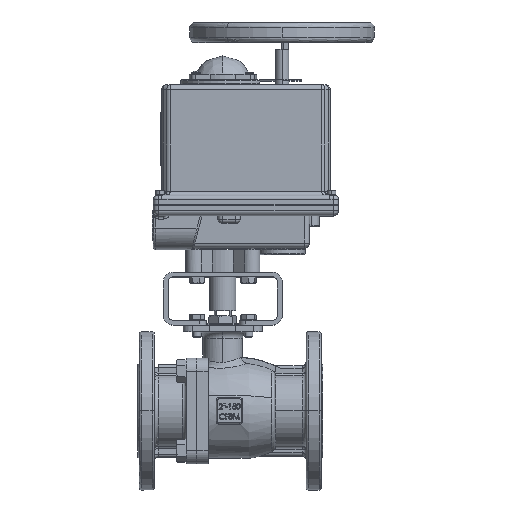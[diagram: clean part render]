
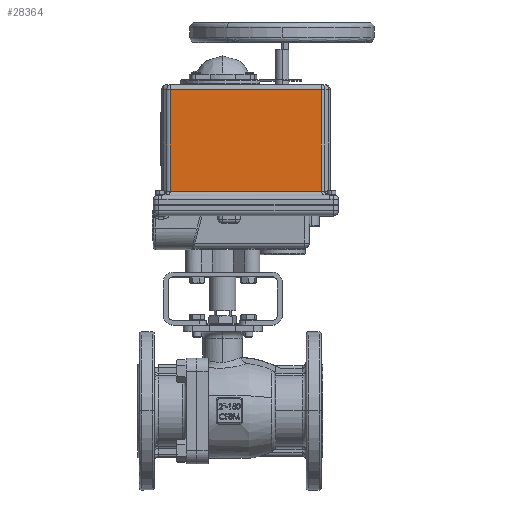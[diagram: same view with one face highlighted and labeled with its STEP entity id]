
A CAD part, top view. The second image highlights one B-rep face of the part: STEP entity #28364.
In plain terms, the highlighted planar face has unit normal (0, 0, 1).
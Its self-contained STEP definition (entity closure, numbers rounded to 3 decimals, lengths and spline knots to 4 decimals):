
#236 = VERTEX_POINT ( 'NONE', #41026 ) ;
#649 = LINE ( 'NONE', #41903, #20542 ) ;
#1640 = FACE_OUTER_BOUND ( 'NONE', #1930, .T. ) ;
#1742 = VECTOR ( 'NONE', #24512, 39.3701 ) ;
#1930 = EDGE_LOOP ( 'NONE', ( #35770, #23225, #39688, #31614 ) ) ;
#3414 = EDGE_CURVE ( 'NONE', #7120, #236, #28930, .T. ) ;
#4784 = CARTESIAN_POINT ( 'NONE',  ( -4.315, 12.152, 4.315 ) ) ;
#7120 = VERTEX_POINT ( 'NONE', #32228 ) ;
#7184 = AXIS2_PLACEMENT_3D ( 'NONE', #13963, #42039, #18144 ) ;
#7793 = CARTESIAN_POINT ( 'NONE',  ( -3.9873, 8.3095, 4.315 ) ) ;
#13546 = LINE ( 'NONE', #40554, #1742 ) ;
#13963 = CARTESIAN_POINT ( 'NONE',  ( -4.315, 12.3395, 4.315 ) ) ;
#14134 = PLANE ( 'NONE',  #7184 ) ;
#18144 = DIRECTION ( 'NONE',  ( -1., 0., 0. ) ) ;
#18358 = VECTOR ( 'NONE', #38840, 39.3701 ) ;
#20542 = VECTOR ( 'NONE', #45903, 39.3701 ) ;
#22799 = CARTESIAN_POINT ( 'NONE',  ( 1.7373, 12.3395, 4.315 ) ) ;
#23225 = ORIENTED_EDGE ( 'NONE', *, *, #49737, .T. ) ;
#24512 = DIRECTION ( 'NONE',  ( 0., 1., 0. ) ) ;
#24625 = CARTESIAN_POINT ( 'NONE',  ( -3.9873, 12.152, 4.315 ) ) ;
#24892 = VERTEX_POINT ( 'NONE', #24625 ) ;
#24920 = EDGE_CURVE ( 'NONE', #24892, #7120, #46388, .T. ) ;
#28364 = ADVANCED_FACE ( 'NONE', ( #1640 ), #14134, .F. ) ;
#28930 = LINE ( 'NONE', #22799, #18358 ) ;
#31614 = ORIENTED_EDGE ( 'NONE', *, *, #24920, .F. ) ;
#32228 = CARTESIAN_POINT ( 'NONE',  ( 1.7373, 12.152, 4.315 ) ) ;
#35741 = VECTOR ( 'NONE', #41379, 39.3701 ) ;
#35770 = ORIENTED_EDGE ( 'NONE', *, *, #38985, .F. ) ;
#38840 = DIRECTION ( 'NONE',  ( 0., -1., 0. ) ) ;
#38985 = EDGE_CURVE ( 'NONE', #48887, #24892, #13546, .T. ) ;
#39688 = ORIENTED_EDGE ( 'NONE', *, *, #3414, .F. ) ;
#40554 = CARTESIAN_POINT ( 'NONE',  ( -3.9873, 12.3395, 4.315 ) ) ;
#41026 = CARTESIAN_POINT ( 'NONE',  ( 1.7373, 8.3095, 4.315 ) ) ;
#41379 = DIRECTION ( 'NONE',  ( 1., 0., 0. ) ) ;
#41903 = CARTESIAN_POINT ( 'NONE',  ( -4.315, 8.3095, 4.315 ) ) ;
#42039 = DIRECTION ( 'NONE',  ( 0., 0., -1. ) ) ;
#45903 = DIRECTION ( 'NONE',  ( 1., 0., 0. ) ) ;
#46388 = LINE ( 'NONE', #4784, #35741 ) ;
#48887 = VERTEX_POINT ( 'NONE', #7793 ) ;
#49737 = EDGE_CURVE ( 'NONE', #48887, #236, #649, .T. ) ;
